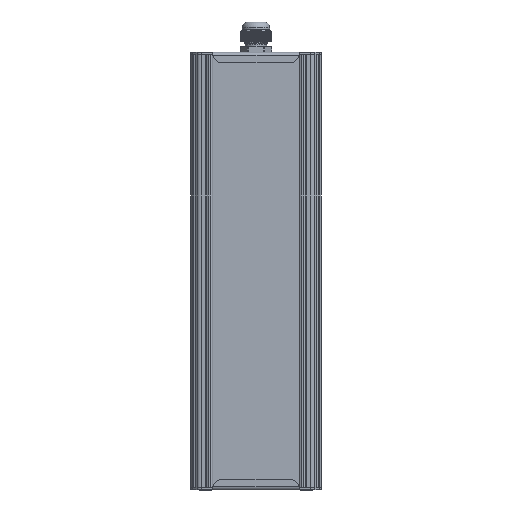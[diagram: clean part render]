
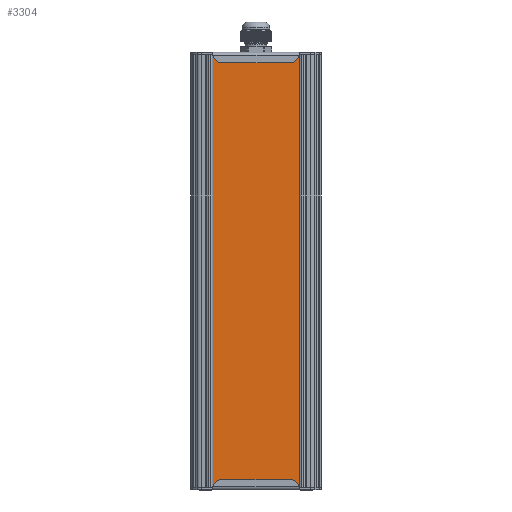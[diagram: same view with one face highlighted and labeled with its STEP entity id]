
A CAD part, front view. The second image highlights one B-rep face of the part: STEP entity #3304.
In plain terms, the highlighted face is planar.
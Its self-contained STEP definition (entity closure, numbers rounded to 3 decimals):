
#3304=ADVANCED_FACE('',(#15770),#15772,.T.);
#15770=FACE_BOUND('',#15771,.T.);
#15771=EDGE_LOOP('',(#29952,#29953,#29954,#29955));
#15772=PLANE('',#15773);
#15773=AXIS2_PLACEMENT_3D('',#15774,#15775,#15776);
#15774=CARTESIAN_POINT('',(120.465,593.492,117.308));
#15775=DIRECTION('',(0.,0.,-1.));
#15776=DIRECTION('',(0.,1.,0.));
#29952=ORIENTED_EDGE('',*,*,#37666,.T.);
#29953=ORIENTED_EDGE('',*,*,#37668,.F.);
#29954=ORIENTED_EDGE('',*,*,#37669,.F.);
#29955=ORIENTED_EDGE('',*,*,#37670,.T.);
#37666=EDGE_CURVE('',#43858,#43856,#43859,.T.);
#37668=EDGE_CURVE('',#43861,#43856,#43862,.T.);
#37669=EDGE_CURVE('',#43863,#43861,#43864,.T.);
#37670=EDGE_CURVE('',#43863,#43858,#43865,.T.);
#43856=VERTEX_POINT('',#63618);
#43858=VERTEX_POINT('',#63622);
#43859=LINE('',#63623,#63624);
#43861=VERTEX_POINT('',#63629);
#43862=LINE('',#63630,#63631);
#43863=VERTEX_POINT('',#63633);
#43864=LINE('',#63634,#63635);
#43865=LINE('',#63637,#63638);
#63618=CARTESIAN_POINT('',(453.965,679.838,117.308));
#63622=CARTESIAN_POINT('',(82.965,679.838,117.308));
#63623=CARTESIAN_POINT('',(82.965,679.838,117.308));
#63624=VECTOR('',#63625,1.);
#63625=DIRECTION('',(1.,0.,0.));
#63629=CARTESIAN_POINT('',(453.965,593.492,117.308));
#63630=CARTESIAN_POINT('',(453.965,593.492,117.308));
#63631=VECTOR('',#63632,1.);
#63632=DIRECTION('',(0.,1.,0.));
#63633=CARTESIAN_POINT('',(82.965,593.492,117.308));
#63634=CARTESIAN_POINT('',(82.965,593.492,117.308));
#63635=VECTOR('',#63636,1.);
#63636=DIRECTION('',(1.,0.,0.));
#63637=CARTESIAN_POINT('',(82.965,593.492,117.308));
#63638=VECTOR('',#63639,1.);
#63639=DIRECTION('',(0.,1.,0.));
